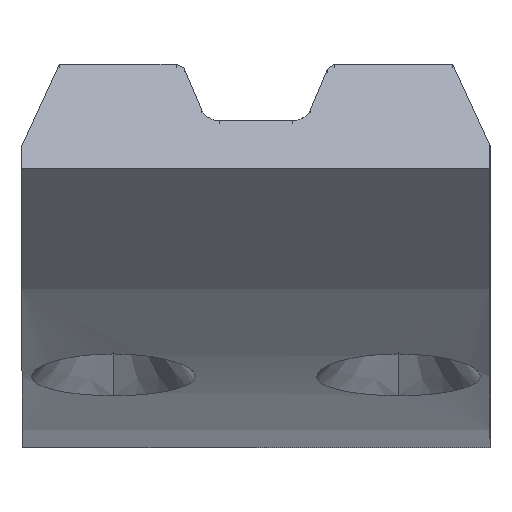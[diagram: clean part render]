
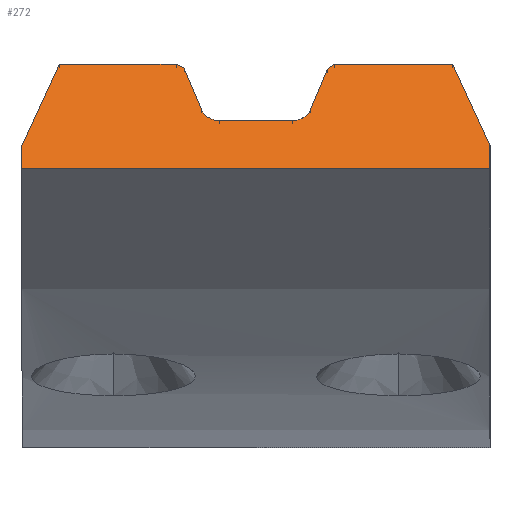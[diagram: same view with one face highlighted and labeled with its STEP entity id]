
A CAD part, left-side view. The second image highlights one B-rep face of the part: STEP entity #272.
In plain terms, the highlighted planar face has unit normal (-0.866, 0, 0.5).
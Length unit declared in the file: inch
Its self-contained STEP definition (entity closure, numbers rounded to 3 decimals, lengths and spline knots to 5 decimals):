
#32 = B_SPLINE_CURVE_WITH_KNOTS ( 'NONE', 3,
 ( #430, #1579, #1194, #1221 ),
 .UNSPECIFIED., .F., .F.,
 ( 4, 4 ),
 ( 0., 0.00037 ),
 .UNSPECIFIED. ) ;
#36 = EDGE_CURVE ( 'NONE', #730, #1356, #1076, .T. ) ;
#42 = VERTEX_POINT ( 'NONE', #1164 ) ;
#59 = CARTESIAN_POINT ( 'NONE',  ( -1.58536, 0.03937, -2.76093 ) ) ;
#86 = VERTEX_POINT ( 'NONE', #309 ) ;
#91 = EDGE_CURVE ( 'NONE', #1356, #450, #32, .T. ) ;
#106 = DIRECTION ( 'NONE',  ( 0., -1., 0. ) ) ;
#108 = LINE ( 'NONE', #1622, #1609 ) ;
#120 = CARTESIAN_POINT ( 'NONE',  ( -1.56043, 0.24598, -2.71774 ) ) ;
#143 = B_SPLINE_CURVE_WITH_KNOTS ( 'NONE', 3,
 ( #1180, #429, #294, #434 ),
 .UNSPECIFIED., .F., .F.,
 ( 4, 4 ),
 ( 0., 0.00037 ),
 .UNSPECIFIED. ) ;
#145 = CARTESIAN_POINT ( 'NONE',  ( 0.0065, 0.74031, -0.00375 ) ) ;
#166 = ORIENTED_EDGE ( 'NONE', *, *, #744, .T. ) ;
#168 = B_SPLINE_CURVE_WITH_KNOTS ( 'NONE', 3,
 ( #510, #1010, #1283, #395, #274, #391 ),
 .UNSPECIFIED., .F., .F.,
 ( 4, 2, 4 ),
 ( 0., 0.00046, 0.00093 ),
 .UNSPECIFIED. ) ;
#173 = CARTESIAN_POINT ( 'NONE',  ( -1.56513, 0.25718, -2.72588 ) ) ;
#188 = CARTESIAN_POINT ( 'NONE',  ( -1.60518, 0.28634, -2.79525 ) ) ;
#212 = CARTESIAN_POINT ( 'NONE',  ( -1.57751, 0.2662, -2.74733 ) ) ;
#215 = DIRECTION ( 'NONE',  ( 0., -1., 0. ) ) ;
#234 = CARTESIAN_POINT ( 'NONE',  ( -1.56513, 0.25718, -2.72588 ) ) ;
#236 = CARTESIAN_POINT ( 'NONE',  ( -1.56043, 2.25014, -2.71774 ) ) ;
#242 = VERTEX_POINT ( 'NONE', #256 ) ;
#256 = CARTESIAN_POINT ( 'NONE',  ( -1.656, 0., -2.88328 ) ) ;
#259 = VECTOR ( 'NONE', #1432, 39.37008 ) ;
#272 = ADVANCED_FACE ( 'NONE', ( #521 ), #279, .F. ) ;
#274 = CARTESIAN_POINT ( 'NONE',  ( -1.60518, 0.45397, -2.79525 ) ) ;
#279 = PLANE ( 'NONE',  #553 ) ;
#294 = CARTESIAN_POINT ( 'NONE',  ( -1.56165, 0.49233, -2.71985 ) ) ;
#296 = DIRECTION ( 'NONE',  ( 0.5, 0., 0.866 ) ) ;
#309 = CARTESIAN_POINT ( 'NONE',  ( -1.60228, 0.45608, -2.79023 ) ) ;
#317 = CARTESIAN_POINT ( 'NONE',  ( -1.56043, 0.05906, -2.71774 ) ) ;
#329 = CARTESIAN_POINT ( 'NONE',  ( -1.56043, 0.68125, -2.71774 ) ) ;
#379 = CARTESIAN_POINT ( 'NONE',  ( -1.56408, 0.48388, -2.72407 ) ) ;
#391 = CARTESIAN_POINT ( 'NONE',  ( -1.60228, 0.45608, -2.79023 ) ) ;
#395 = CARTESIAN_POINT ( 'NONE',  ( -1.6077, 0.45008, -2.79962 ) ) ;
#397 = EDGE_CURVE ( 'NONE', #242, #1132, #935, .T. ) ;
#398 = LINE ( 'NONE', #425, #259 ) ;
#420 = ORIENTED_EDGE ( 'NONE', *, *, #1378, .T. ) ;
#425 = CARTESIAN_POINT ( 'NONE',  ( 0.0065, 0., -0.00375 ) ) ;
#429 = CARTESIAN_POINT ( 'NONE',  ( -1.56287, 0.48811, -2.72196 ) ) ;
#430 = CARTESIAN_POINT ( 'NONE',  ( -1.56043, 0.24598, -2.71774 ) ) ;
#432 = CARTESIAN_POINT ( 'NONE',  ( -1.56043, 0.68125, -2.71774 ) ) ;
#434 = CARTESIAN_POINT ( 'NONE',  ( -1.56043, 0.49655, -2.71774 ) ) ;
#437 = CARTESIAN_POINT ( 'NONE',  ( -1.60228, 0.28423, -2.79023 ) ) ;
#450 = VERTEX_POINT ( 'NONE', #173 ) ;
#491 = VECTOR ( 'NONE', #911, 39.37008 ) ;
#492 = ORIENTED_EDGE ( 'NONE', *, *, #91, .T. ) ;
#499 = ORIENTED_EDGE ( 'NONE', *, *, #633, .F. ) ;
#510 = CARTESIAN_POINT ( 'NONE',  ( -1.61215, 0.42789, -2.80733 ) ) ;
#511 = EDGE_CURVE ( 'NONE', #242, #42, #398, .T. ) ;
#521 = FACE_OUTER_BOUND ( 'NONE', #637, .T. ) ;
#532 = ORIENTED_EDGE ( 'NONE', *, *, #397, .F. ) ;
#535 = B_SPLINE_CURVE_WITH_KNOTS ( 'NONE', 3,
 ( #1264, #1112, #872, #379 ),
 .UNSPECIFIED., .F., .F.,
 ( 4, 4 ),
 ( 0.06493, 0.067 ),
 .UNSPECIFIED. ) ;
#543 = CARTESIAN_POINT ( 'NONE',  ( -1.656, 2.25014, -2.88328 ) ) ;
#551 = CARTESIAN_POINT ( 'NONE',  ( -1.56043, 0.05906, -2.71774 ) ) ;
#553 = AXIS2_PLACEMENT_3D ( 'NONE', #145, #908, #891 ) ;
#561 = CARTESIAN_POINT ( 'NONE',  ( -1.58536, 0.70094, -2.76093 ) ) ;
#603 = VECTOR ( 'NONE', #915, 39.37008 ) ;
#620 = VECTOR ( 'NONE', #296, 39.37008 ) ;
#633 = EDGE_CURVE ( 'NONE', #867, #695, #802, .T. ) ;
#637 = EDGE_LOOP ( 'NONE', ( #499, #903, #532, #1559, #644, #1583, #492, #834, #1131, #780, #420, #166, #1071, #1482 ) ) ;
#644 = ORIENTED_EDGE ( 'NONE', *, *, #652, .T. ) ;
#652 = EDGE_CURVE ( 'NONE', #42, #730, #1406, .T. ) ;
#679 = CARTESIAN_POINT ( 'NONE',  ( -1.63523, 0., -2.84731 ) ) ;
#695 = VERTEX_POINT ( 'NONE', #432 ) ;
#730 = VERTEX_POINT ( 'NONE', #551 ) ;
#744 = EDGE_CURVE ( 'NONE', #86, #1393, #535, .T. ) ;
#747 = CARTESIAN_POINT ( 'NONE',  ( -1.63523, 0.74031, -2.84731 ) ) ;
#752 = VERTEX_POINT ( 'NONE', #1374 ) ;
#780 = ORIENTED_EDGE ( 'NONE', *, *, #1240, .F. ) ;
#802 = B_SPLINE_CURVE_WITH_KNOTS ( 'NONE', 3,
 ( #922, #1081, #561, #329 ),
 .UNSPECIFIED., .F., .F.,
 ( 4, 4 ),
 ( 0., 0.00409 ),
 .UNSPECIFIED. ) ;
#819 = VERTEX_POINT ( 'NONE', #999 ) ;
#834 = ORIENTED_EDGE ( 'NONE', *, *, #1613, .T. ) ;
#867 = VERTEX_POINT ( 'NONE', #747 ) ;
#872 = CARTESIAN_POINT ( 'NONE',  ( -1.57682, 0.47462, -2.74613 ) ) ;
#873 = CARTESIAN_POINT ( 'NONE',  ( -1.61215, 0.42789, -2.80733 ) ) ;
#874 = VERTEX_POINT ( 'NONE', #873 ) ;
#891 = DIRECTION ( 'NONE',  ( -0.5, 0., -0.866 ) ) ;
#899 = B_SPLINE_CURVE_WITH_KNOTS ( 'NONE', 3,
 ( #234, #212, #1100, #962 ),
 .UNSPECIFIED., .F., .F.,
 ( 4, 4 ),
 ( 0.14368, 0.14562 ),
 .UNSPECIFIED. ) ;
#903 = ORIENTED_EDGE ( 'NONE', *, *, #996, .F. ) ;
#908 = DIRECTION ( 'NONE',  ( 0.866, 0., -0.5 ) ) ;
#911 = DIRECTION ( 'NONE',  ( 0., 1., 0. ) ) ;
#912 = CARTESIAN_POINT ( 'NONE',  ( 0.0065, 0.74031, -0.00375 ) ) ;
#915 = DIRECTION ( 'NONE',  ( 0., 1., 0. ) ) ;
#922 = CARTESIAN_POINT ( 'NONE',  ( -1.63523, 0.74031, -2.84731 ) ) ;
#924 = B_SPLINE_CURVE_WITH_KNOTS ( 'NONE', 3,
 ( #437, #188, #1480, #1077, #1086, #1070 ),
 .UNSPECIFIED., .F., .F.,
 ( 4, 2, 4 ),
 ( 0., 0.00046, 0.00093 ),
 .UNSPECIFIED. ) ;
#935 = LINE ( 'NONE', #543, #603 ) ;
#962 = CARTESIAN_POINT ( 'NONE',  ( -1.60228, 0.28423, -2.79023 ) ) ;
#996 = EDGE_CURVE ( 'NONE', #1132, #867, #1587, .T. ) ;
#999 = CARTESIAN_POINT ( 'NONE',  ( -1.60228, 0.28423, -2.79023 ) ) ;
#1002 = CARTESIAN_POINT ( 'NONE',  ( -1.61215, 0.31242, -2.80733 ) ) ;
#1010 = CARTESIAN_POINT ( 'NONE',  ( -1.61215, 0.43405, -2.80733 ) ) ;
#1019 = VERTEX_POINT ( 'NONE', #1002 ) ;
#1025 = LINE ( 'NONE', #236, #1524 ) ;
#1052 = CARTESIAN_POINT ( 'NONE',  ( -1.56043, 2.25014, -2.71774 ) ) ;
#1055 = CARTESIAN_POINT ( 'NONE',  ( -1.6103, 0.01969, -2.80412 ) ) ;
#1070 = CARTESIAN_POINT ( 'NONE',  ( -1.61215, 0.31242, -2.80733 ) ) ;
#1071 = ORIENTED_EDGE ( 'NONE', *, *, #1461, .T. ) ;
#1073 = CARTESIAN_POINT ( 'NONE',  ( -1.656, 0.74031, -2.88328 ) ) ;
#1076 = LINE ( 'NONE', #1052, #491 ) ;
#1077 = CARTESIAN_POINT ( 'NONE',  ( -1.61118, 0.30019, -2.80565 ) ) ;
#1081 = CARTESIAN_POINT ( 'NONE',  ( -1.6103, 0.72062, -2.80412 ) ) ;
#1086 = CARTESIAN_POINT ( 'NONE',  ( -1.61215, 0.30626, -2.80733 ) ) ;
#1100 = CARTESIAN_POINT ( 'NONE',  ( -1.5899, 0.27521, -2.76878 ) ) ;
#1112 = CARTESIAN_POINT ( 'NONE',  ( -1.58955, 0.46535, -2.76818 ) ) ;
#1131 = ORIENTED_EDGE ( 'NONE', *, *, #1539, .T. ) ;
#1132 = VERTEX_POINT ( 'NONE', #1073 ) ;
#1164 = CARTESIAN_POINT ( 'NONE',  ( -1.63523, 0., -2.84731 ) ) ;
#1180 = CARTESIAN_POINT ( 'NONE',  ( -1.56408, 0.48388, -2.72407 ) ) ;
#1194 = CARTESIAN_POINT ( 'NONE',  ( -1.56356, 0.25345, -2.72317 ) ) ;
#1221 = CARTESIAN_POINT ( 'NONE',  ( -1.56513, 0.25718, -2.72588 ) ) ;
#1240 = EDGE_CURVE ( 'NONE', #874, #1019, #108, .T. ) ;
#1264 = CARTESIAN_POINT ( 'NONE',  ( -1.60228, 0.45608, -2.79023 ) ) ;
#1283 = CARTESIAN_POINT ( 'NONE',  ( -1.6112, 0.44007, -2.80567 ) ) ;
#1310 = EDGE_CURVE ( 'NONE', #695, #752, #1025, .T. ) ;
#1356 = VERTEX_POINT ( 'NONE', #120 ) ;
#1374 = CARTESIAN_POINT ( 'NONE',  ( -1.56043, 0.49655, -2.71774 ) ) ;
#1378 = EDGE_CURVE ( 'NONE', #874, #86, #168, .T. ) ;
#1393 = VERTEX_POINT ( 'NONE', #1412 ) ;
#1406 = B_SPLINE_CURVE_WITH_KNOTS ( 'NONE', 3,
 ( #679, #1055, #59, #317 ),
 .UNSPECIFIED., .F., .F.,
 ( 4, 4 ),
 ( 0., 0.00409 ),
 .UNSPECIFIED. ) ;
#1412 = CARTESIAN_POINT ( 'NONE',  ( -1.56408, 0.48388, -2.72407 ) ) ;
#1432 = DIRECTION ( 'NONE',  ( 0.5, 0., 0.866 ) ) ;
#1461 = EDGE_CURVE ( 'NONE', #1393, #752, #143, .T. ) ;
#1480 = CARTESIAN_POINT ( 'NONE',  ( -1.60768, 0.29019, -2.79958 ) ) ;
#1482 = ORIENTED_EDGE ( 'NONE', *, *, #1310, .F. ) ;
#1524 = VECTOR ( 'NONE', #106, 39.37008 ) ;
#1539 = EDGE_CURVE ( 'NONE', #819, #1019, #924, .T. ) ;
#1559 = ORIENTED_EDGE ( 'NONE', *, *, #511, .T. ) ;
#1579 = CARTESIAN_POINT ( 'NONE',  ( -1.562, 0.24972, -2.72046 ) ) ;
#1583 = ORIENTED_EDGE ( 'NONE', *, *, #36, .T. ) ;
#1587 = LINE ( 'NONE', #912, #620 ) ;
#1609 = VECTOR ( 'NONE', #215, 39.37008 ) ;
#1613 = EDGE_CURVE ( 'NONE', #450, #819, #899, .T. ) ;
#1622 = CARTESIAN_POINT ( 'NONE',  ( -1.61215, 2.25014, -2.80733 ) ) ;
